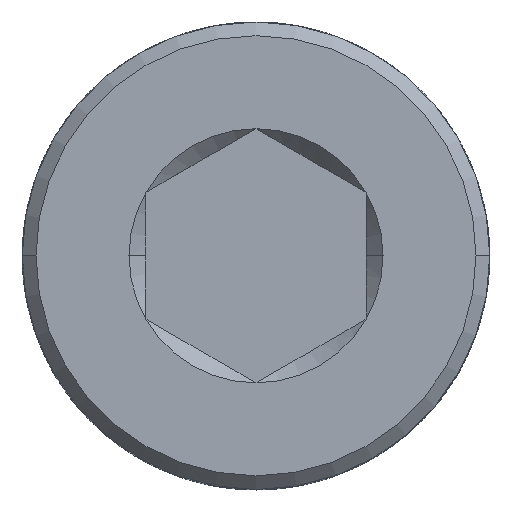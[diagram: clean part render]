
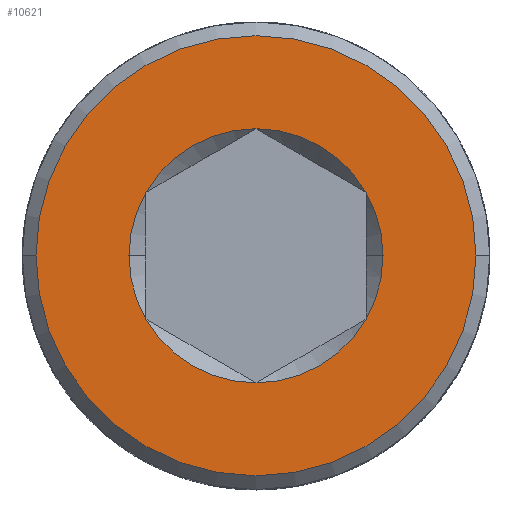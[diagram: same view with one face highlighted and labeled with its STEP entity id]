
A CAD part, top view. The second image highlights one B-rep face of the part: STEP entity #10621.
In plain terms, the highlighted planar face has unit normal (0, 0, 1).
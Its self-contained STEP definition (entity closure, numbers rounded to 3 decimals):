
#63 = DIRECTION ( 'NONE',  ( 0., 0., -1. ) ) ;
#347 = CARTESIAN_POINT ( 'NONE',  ( 0., 0., 7.5 ) ) ;
#351 = ORIENTED_EDGE ( 'NONE', *, *, #2029, .F. ) ;
#390 = CIRCLE ( 'NONE', #7748, 4. ) ;
#727 = EDGE_CURVE ( 'NONE', #8862, #855, #15344, .T. ) ;
#855 = VERTEX_POINT ( 'NONE', #1855 ) ;
#1450 = DIRECTION ( 'NONE',  ( -1., 0., 0. ) ) ;
#1548 = CIRCLE ( 'NONE', #5358, 2.309 ) ;
#1855 = CARTESIAN_POINT ( 'NONE',  ( 2.309, 0., 7.5 ) ) ;
#1906 = CARTESIAN_POINT ( 'NONE',  ( -2.309, 0., 7.5 ) ) ;
#1912 = VERTEX_POINT ( 'NONE', #13397 ) ;
#1928 = AXIS2_PLACEMENT_3D ( 'NONE', #8997, #6354, #5235 ) ;
#2008 = EDGE_CURVE ( 'NONE', #15428, #8097, #13738, .T. ) ;
#2029 = EDGE_CURVE ( 'NONE', #1912, #15985, #14554, .T. ) ;
#2362 = VERTEX_POINT ( 'NONE', #2687 ) ;
#2687 = CARTESIAN_POINT ( 'NONE',  ( 2., 1.155, 7.5 ) ) ;
#2938 = EDGE_LOOP ( 'NONE', ( #4599, #8755, #9168, #4537, #9799, #3383, #351, #14505 ) ) ;
#3057 = AXIS2_PLACEMENT_3D ( 'NONE', #6114, #4752, #16263 ) ;
#3169 = CARTESIAN_POINT ( 'NONE',  ( 0., 2.309, 7.5 ) ) ;
#3171 = CARTESIAN_POINT ( 'NONE',  ( 0., 4., 7.5 ) ) ;
#3383 = ORIENTED_EDGE ( 'NONE', *, *, #14923, .F. ) ;
#3660 = AXIS2_PLACEMENT_3D ( 'NONE', #12540, #16539, #10146 ) ;
#3702 = DIRECTION ( 'NONE',  ( 1., 0., 0. ) ) ;
#3975 = DIRECTION ( 'NONE',  ( -1., 0., 0. ) ) ;
#4010 = DIRECTION ( 'NONE',  ( 0., 0., -1. ) ) ;
#4328 = CARTESIAN_POINT ( 'NONE',  ( 0., 0., 7.5 ) ) ;
#4537 = ORIENTED_EDGE ( 'NONE', *, *, #15926, .F. ) ;
#4599 = ORIENTED_EDGE ( 'NONE', *, *, #9412, .F. ) ;
#4752 = DIRECTION ( 'NONE',  ( 0., 0., 1. ) ) ;
#5235 = DIRECTION ( 'NONE',  ( 1., 0., 0. ) ) ;
#5358 = AXIS2_PLACEMENT_3D ( 'NONE', #5699, #13476, #7244 ) ;
#5434 = DIRECTION ( 'NONE',  ( 1., 0., 0. ) ) ;
#5510 = AXIS2_PLACEMENT_3D ( 'NONE', #7865, #15388, #3702 ) ;
#5562 = DIRECTION ( 'NONE',  ( 0., 0., 1. ) ) ;
#5575 = ORIENTED_EDGE ( 'NONE', *, *, #16723, .F. ) ;
#5699 = CARTESIAN_POINT ( 'NONE',  ( 0., 0., 7.5 ) ) ;
#5738 = CIRCLE ( 'NONE', #1928, 2.309 ) ;
#5792 = CIRCLE ( 'NONE', #5510, 2.309 ) ;
#5798 = AXIS2_PLACEMENT_3D ( 'NONE', #4328, #13212, #5434 ) ;
#6114 = CARTESIAN_POINT ( 'NONE',  ( 0., 0., 7.5 ) ) ;
#6258 = EDGE_CURVE ( 'NONE', #9142, #1912, #5738, .T. ) ;
#6354 = DIRECTION ( 'NONE',  ( 0., 0., 1. ) ) ;
#6377 = AXIS2_PLACEMENT_3D ( 'NONE', #7332, #14002, #11342 ) ;
#7010 = PLANE ( 'NONE',  #12007 ) ;
#7244 = DIRECTION ( 'NONE',  ( 1., 0., 0. ) ) ;
#7332 = CARTESIAN_POINT ( 'NONE',  ( 0., 0., 7.5 ) ) ;
#7645 = AXIS2_PLACEMENT_3D ( 'NONE', #13013, #63, #3975 ) ;
#7748 = AXIS2_PLACEMENT_3D ( 'NONE', #347, #4010, #1450 ) ;
#7814 = EDGE_LOOP ( 'NONE', ( #5575, #9885 ) ) ;
#7865 = CARTESIAN_POINT ( 'NONE',  ( 0., 0., 7.5 ) ) ;
#8097 = VERTEX_POINT ( 'NONE', #11184 ) ;
#8146 = VERTEX_POINT ( 'NONE', #11432 ) ;
#8387 = CARTESIAN_POINT ( 'NONE',  ( 0., 0., 7.5 ) ) ;
#8755 = ORIENTED_EDGE ( 'NONE', *, *, #12739, .F. ) ;
#8789 = CIRCLE ( 'NONE', #3057, 2.309 ) ;
#8862 = VERTEX_POINT ( 'NONE', #13966 ) ;
#8997 = CARTESIAN_POINT ( 'NONE',  ( 0., 0., 7.5 ) ) ;
#9142 = VERTEX_POINT ( 'NONE', #3169 ) ;
#9168 = ORIENTED_EDGE ( 'NONE', *, *, #727, .F. ) ;
#9277 = CIRCLE ( 'NONE', #7645, 4. ) ;
#9412 = EDGE_CURVE ( 'NONE', #2362, #9142, #1548, .T. ) ;
#9742 = VERTEX_POINT ( 'NONE', #10804 ) ;
#9799 = ORIENTED_EDGE ( 'NONE', *, *, #2008, .F. ) ;
#9885 = ORIENTED_EDGE ( 'NONE', *, *, #9979, .F. ) ;
#9979 = EDGE_CURVE ( 'NONE', #8146, #9742, #9277, .T. ) ;
#10146 = DIRECTION ( 'NONE',  ( 1., 0., 0. ) ) ;
#10621 = ADVANCED_FACE ( 'NONE', ( #15886, #15966 ), #7010, .T. ) ;
#10804 = CARTESIAN_POINT ( 'NONE',  ( -4., 0., 7.5 ) ) ;
#10862 = DIRECTION ( 'NONE',  ( 0., 0., 1. ) ) ;
#11184 = CARTESIAN_POINT ( 'NONE',  ( 0., -2.309, 7.5 ) ) ;
#11258 = CIRCLE ( 'NONE', #16161, 2.309 ) ;
#11342 = DIRECTION ( 'NONE',  ( 1., 0., 0. ) ) ;
#11432 = CARTESIAN_POINT ( 'NONE',  ( 4., 0., 7.5 ) ) ;
#12007 = AXIS2_PLACEMENT_3D ( 'NONE', #3171, #5562, #13245 ) ;
#12150 = DIRECTION ( 'NONE',  ( 1., 0., 0. ) ) ;
#12540 = CARTESIAN_POINT ( 'NONE',  ( 0., 0., 7.5 ) ) ;
#12739 = EDGE_CURVE ( 'NONE', #855, #2362, #8789, .T. ) ;
#13013 = CARTESIAN_POINT ( 'NONE',  ( 0., 0., 7.5 ) ) ;
#13212 = DIRECTION ( 'NONE',  ( 0., 0., 1. ) ) ;
#13245 = DIRECTION ( 'NONE',  ( 1., 0., 0. ) ) ;
#13397 = CARTESIAN_POINT ( 'NONE',  ( -2., 1.155, 7.5 ) ) ;
#13476 = DIRECTION ( 'NONE',  ( 0., 0., 1. ) ) ;
#13613 = CARTESIAN_POINT ( 'NONE',  ( -2., -1.155, 7.5 ) ) ;
#13738 = CIRCLE ( 'NONE', #3660, 2.309 ) ;
#13966 = CARTESIAN_POINT ( 'NONE',  ( 2., -1.155, 7.5 ) ) ;
#14002 = DIRECTION ( 'NONE',  ( 0., 0., 1. ) ) ;
#14505 = ORIENTED_EDGE ( 'NONE', *, *, #6258, .F. ) ;
#14554 = CIRCLE ( 'NONE', #6377, 2.309 ) ;
#14923 = EDGE_CURVE ( 'NONE', #15985, #15428, #5792, .T. ) ;
#15344 = CIRCLE ( 'NONE', #5798, 2.309 ) ;
#15388 = DIRECTION ( 'NONE',  ( 0., 0., 1. ) ) ;
#15428 = VERTEX_POINT ( 'NONE', #13613 ) ;
#15886 = FACE_BOUND ( 'NONE', #2938, .T. ) ;
#15926 = EDGE_CURVE ( 'NONE', #8097, #8862, #11258, .T. ) ;
#15966 = FACE_OUTER_BOUND ( 'NONE', #7814, .T. ) ;
#15985 = VERTEX_POINT ( 'NONE', #1906 ) ;
#16161 = AXIS2_PLACEMENT_3D ( 'NONE', #8387, #10862, #12150 ) ;
#16263 = DIRECTION ( 'NONE',  ( 1., 0., 0. ) ) ;
#16539 = DIRECTION ( 'NONE',  ( 0., 0., 1. ) ) ;
#16723 = EDGE_CURVE ( 'NONE', #9742, #8146, #390, .T. ) ;
